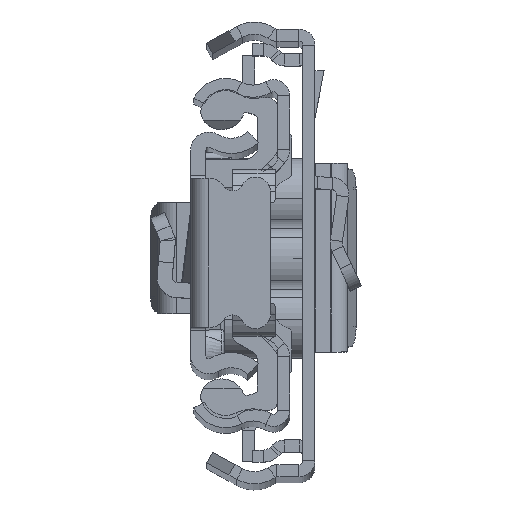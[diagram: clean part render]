
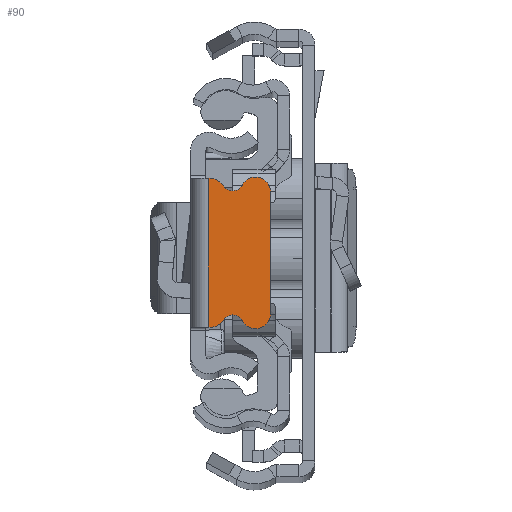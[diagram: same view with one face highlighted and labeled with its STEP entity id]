
A CAD part, top view. The second image highlights one B-rep face of the part: STEP entity #90.
In plain terms, the highlighted planar face has unit normal (0, 0, 1).
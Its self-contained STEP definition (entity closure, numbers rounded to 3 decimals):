
#90 = ADVANCED_FACE ( 'NONE', ( #16002 ), #12122, .T. ) ;
#131 = CARTESIAN_POINT ( 'NONE',  ( -1.929, -7.37, 0. ) ) ;
#177 = VERTEX_POINT ( 'NONE', #11727 ) ;
#242 = CARTESIAN_POINT ( 'NONE',  ( -1.929, 7.37, 0. ) ) ;
#1585 = VERTEX_POINT ( 'NONE', #21326 ) ;
#1672 = VECTOR ( 'NONE', #13203, 1000. ) ;
#1938 = ORIENTED_EDGE ( 'NONE', *, *, #25771, .T. ) ;
#2241 = CARTESIAN_POINT ( 'NONE',  ( -1.75, 0., 0. ) ) ;
#4230 = DIRECTION ( 'NONE',  ( 0., -1., 0. ) ) ;
#4270 = DIRECTION ( 'NONE',  ( -1., 0., 0. ) ) ;
#4526 = ORIENTED_EDGE ( 'NONE', *, *, #10526, .T. ) ;
#4715 = CARTESIAN_POINT ( 'NONE',  ( -6.429, -6., 0. ) ) ;
#4746 = VERTEX_POINT ( 'NONE', #16472 ) ;
#4758 = VERTEX_POINT ( 'NONE', #16743 ) ;
#4839 = DIRECTION ( 'NONE',  ( 0., 0., 1. ) ) ;
#5089 = EDGE_CURVE ( 'NONE', #16204, #18980, #13878, .T. ) ;
#5184 = CARTESIAN_POINT ( 'NONE',  ( -7.929, 6., 0. ) ) ;
#5360 = DIRECTION ( 'NONE',  ( 1., 0., 0. ) ) ;
#5480 = EDGE_LOOP ( 'NONE', ( #6033, #15326, #17951, #7086, #8306, #15294, #1938, #26295, #4526, #10187 ) ) ;
#5548 = CIRCLE ( 'NONE', #9007, 1.1 ) ;
#6001 = CARTESIAN_POINT ( 'NONE',  ( -6.429, 6., 0. ) ) ;
#6033 = ORIENTED_EDGE ( 'NONE', *, *, #6298, .F. ) ;
#6102 = EDGE_CURVE ( 'NONE', #15549, #19422, #26446, .T. ) ;
#6118 = DIRECTION ( 'NONE',  ( 0., 0., -1. ) ) ;
#6295 = DIRECTION ( 'NONE',  ( 0., 0., 1. ) ) ;
#6298 = EDGE_CURVE ( 'NONE', #4746, #16204, #21035, .T. ) ;
#6856 = DIRECTION ( 'NONE',  ( 1., 0., 0. ) ) ;
#7086 = ORIENTED_EDGE ( 'NONE', *, *, #6102, .T. ) ;
#7434 = DIRECTION ( 'NONE',  ( 0., 0., 1. ) ) ;
#7632 = AXIS2_PLACEMENT_3D ( 'NONE', #6001, #14176, #7745 ) ;
#7745 = DIRECTION ( 'NONE',  ( -1., 0., 0. ) ) ;
#8172 = CARTESIAN_POINT ( 'NONE',  ( -1.929, -5.87, 0. ) ) ;
#8306 = ORIENTED_EDGE ( 'NONE', *, *, #19188, .T. ) ;
#8941 = CIRCLE ( 'NONE', #7632, 1.5 ) ;
#9007 = AXIS2_PLACEMENT_3D ( 'NONE', #12814, #16427, #18450 ) ;
#9685 = EDGE_CURVE ( 'NONE', #21437, #4758, #18858, .T. ) ;
#9976 = CARTESIAN_POINT ( 'NONE',  ( 344.071, 0., 0. ) ) ;
#10187 = ORIENTED_EDGE ( 'NONE', *, *, #5089, .F. ) ;
#10526 = EDGE_CURVE ( 'NONE', #1585, #18980, #20811, .T. ) ;
#10729 = CARTESIAN_POINT ( 'NONE',  ( -1.929, 5.87, 0. ) ) ;
#11192 = AXIS2_PLACEMENT_3D ( 'NONE', #9976, #7434, #23980 ) ;
#11487 = CIRCLE ( 'NONE', #18773, 1.5 ) ;
#11727 = CARTESIAN_POINT ( 'NONE',  ( -1.929, 7.37, 0. ) ) ;
#11893 = DIRECTION ( 'NONE',  ( -1., 0., 0. ) ) ;
#12122 = PLANE ( 'NONE',  #11192 ) ;
#12814 = CARTESIAN_POINT ( 'NONE',  ( -4.142, -7.236, 0. ) ) ;
#13203 = DIRECTION ( 'NONE',  ( 0., -1., 0. ) ) ;
#13878 = LINE ( 'NONE', #22092, #19049 ) ;
#14176 = DIRECTION ( 'NONE',  ( 0., 0., 1. ) ) ;
#14313 = DIRECTION ( 'NONE',  ( 1., 0., 0. ) ) ;
#15294 = ORIENTED_EDGE ( 'NONE', *, *, #9685, .T. ) ;
#15326 = ORIENTED_EDGE ( 'NONE', *, *, #20125, .F. ) ;
#15517 = CARTESIAN_POINT ( 'NONE',  ( -5.109, 6.713, 0. ) ) ;
#15549 = VERTEX_POINT ( 'NONE', #24229 ) ;
#16002 = FACE_OUTER_BOUND ( 'NONE', #5480, .T. ) ;
#16032 = CIRCLE ( 'NONE', #16465, 1.5 ) ;
#16204 = VERTEX_POINT ( 'NONE', #20977 ) ;
#16339 = DIRECTION ( 'NONE',  ( 1., 0., 0. ) ) ;
#16427 = DIRECTION ( 'NONE',  ( 0., 0., -1. ) ) ;
#16465 = AXIS2_PLACEMENT_3D ( 'NONE', #4715, #4839, #6856 ) ;
#16472 = CARTESIAN_POINT ( 'NONE',  ( -1.75, 7.37, 0. ) ) ;
#16743 = CARTESIAN_POINT ( 'NONE',  ( -7.929, -6., 0. ) ) ;
#17951 = ORIENTED_EDGE ( 'NONE', *, *, #18989, .T. ) ;
#18450 = DIRECTION ( 'NONE',  ( -1., 0., 0. ) ) ;
#18773 = AXIS2_PLACEMENT_3D ( 'NONE', #10729, #6295, #4270 ) ;
#18858 = LINE ( 'NONE', #25092, #1672 ) ;
#18980 = VERTEX_POINT ( 'NONE', #131 ) ;
#18989 = EDGE_CURVE ( 'NONE', #177, #15549, #11487, .T. ) ;
#19049 = VECTOR ( 'NONE', #11893, 1000. ) ;
#19188 = EDGE_CURVE ( 'NONE', #19422, #21437, #8941, .T. ) ;
#19422 = VERTEX_POINT ( 'NONE', #15517 ) ;
#19977 = AXIS2_PLACEMENT_3D ( 'NONE', #21738, #6118, #5360 ) ;
#19989 = VECTOR ( 'NONE', #4230, 1000. ) ;
#20125 = EDGE_CURVE ( 'NONE', #177, #4746, #24713, .T. ) ;
#20811 = CIRCLE ( 'NONE', #24249, 1.5 ) ;
#20813 = VERTEX_POINT ( 'NONE', #26123 ) ;
#20977 = CARTESIAN_POINT ( 'NONE',  ( -1.75, -7.37, 0. ) ) ;
#21035 = LINE ( 'NONE', #2241, #19989 ) ;
#21326 = CARTESIAN_POINT ( 'NONE',  ( -3.206, -6.658, 0. ) ) ;
#21437 = VERTEX_POINT ( 'NONE', #5184 ) ;
#21480 = VECTOR ( 'NONE', #14313, 1000. ) ;
#21614 = EDGE_CURVE ( 'NONE', #20813, #1585, #5548, .T. ) ;
#21738 = CARTESIAN_POINT ( 'NONE',  ( -4.142, 7.236, 0. ) ) ;
#22092 = CARTESIAN_POINT ( 'NONE',  ( -1.929, -7.37, 0. ) ) ;
#22798 = DIRECTION ( 'NONE',  ( 0., 0., 1. ) ) ;
#23980 = DIRECTION ( 'NONE',  ( 1., 0., 0. ) ) ;
#24229 = CARTESIAN_POINT ( 'NONE',  ( -3.206, 6.658, 0. ) ) ;
#24249 = AXIS2_PLACEMENT_3D ( 'NONE', #8172, #22798, #16339 ) ;
#24713 = LINE ( 'NONE', #242, #21480 ) ;
#25092 = CARTESIAN_POINT ( 'NONE',  ( -7.929, -6., 0. ) ) ;
#25771 = EDGE_CURVE ( 'NONE', #4758, #20813, #16032, .T. ) ;
#26123 = CARTESIAN_POINT ( 'NONE',  ( -5.109, -6.713, 0. ) ) ;
#26295 = ORIENTED_EDGE ( 'NONE', *, *, #21614, .T. ) ;
#26446 = CIRCLE ( 'NONE', #19977, 1.1 ) ;
